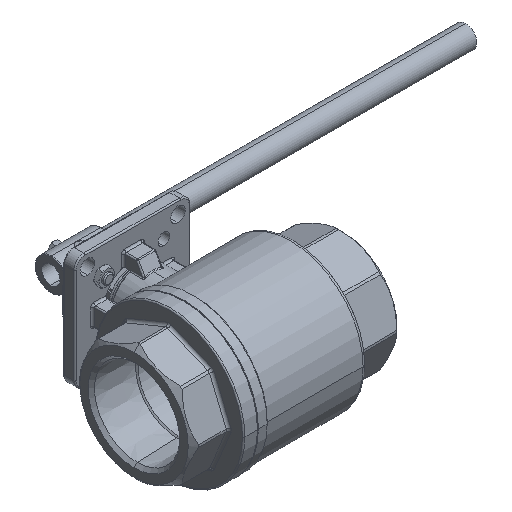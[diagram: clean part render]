
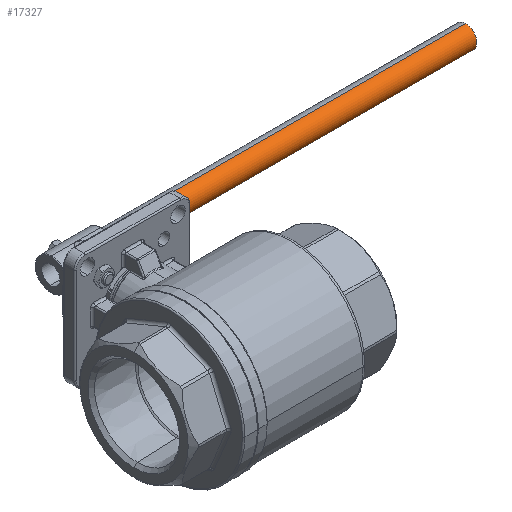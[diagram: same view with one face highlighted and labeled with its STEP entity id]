
A CAD part, isometric view. The second image highlights one B-rep face of the part: STEP entity #17327.
In plain terms, the highlighted cylindrical face has radius 8.75 mm (diameter 17.5 mm), a partial arc.
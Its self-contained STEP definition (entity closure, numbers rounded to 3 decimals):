
#339 = CARTESIAN_POINT ( 'NONE',  ( 19.982, 129.6, -8.79 ) ) ;
#1443 = EDGE_CURVE ( 'NONE', #3123, #2564, #2546, .T. ) ;
#1477 = VECTOR ( 'NONE', #8968, 1000. ) ;
#1879 = CARTESIAN_POINT ( 'NONE',  ( 309.999, 129.6, -0.626 ) ) ;
#1930 = CARTESIAN_POINT ( 'NONE',  ( 309.982, 129.6, -9.376 ) ) ;
#2305 = EDGE_CURVE ( 'NONE', #3123, #6503, #15785, .T. ) ;
#2546 = CIRCLE ( 'NONE', #19488, 8.75 ) ;
#2564 = VERTEX_POINT ( 'NONE', #13801 ) ;
#3123 = VERTEX_POINT ( 'NONE', #14461 ) ;
#3831 = CYLINDRICAL_SURFACE ( 'NONE', #20311, 8.75 ) ;
#5256 = CIRCLE ( 'NONE', #8552, 8.75 ) ;
#5330 = FACE_OUTER_BOUND ( 'NONE', #20097, .T. ) ;
#6026 = DIRECTION ( 'NONE',  ( -0.002, 0., -1. ) ) ;
#6503 = VERTEX_POINT ( 'NONE', #20688 ) ;
#7182 = DIRECTION ( 'NONE',  ( -1., 0., 0.002 ) ) ;
#7233 = LINE ( 'NONE', #1930, #1477 ) ;
#8552 = AXIS2_PLACEMENT_3D ( 'NONE', #18126, #21810, #6026 ) ;
#8968 = DIRECTION ( 'NONE',  ( -1., 0., 0.002 ) ) ;
#9418 = ORIENTED_EDGE ( 'NONE', *, *, #17173, .T. ) ;
#9468 = ORIENTED_EDGE ( 'NONE', *, *, #1443, .F. ) ;
#9971 = VERTEX_POINT ( 'NONE', #339 ) ;
#12107 = ORIENTED_EDGE ( 'NONE', *, *, #2305, .T. ) ;
#12127 = DIRECTION ( 'NONE',  ( 0.002, 0., 1. ) ) ;
#12466 = DIRECTION ( 'NONE',  ( -1., 0., 0.002 ) ) ;
#13801 = CARTESIAN_POINT ( 'NONE',  ( 309.982, 129.6, -9.376 ) ) ;
#14063 = CARTESIAN_POINT ( 'NONE',  ( 310.017, 129.6, 8.124 ) ) ;
#14461 = CARTESIAN_POINT ( 'NONE',  ( 310.017, 129.6, 8.124 ) ) ;
#15632 = CARTESIAN_POINT ( 'NONE',  ( 309.999, 129.6, -0.626 ) ) ;
#15646 = EDGE_CURVE ( 'NONE', #2564, #9971, #7233, .T. ) ;
#15785 = LINE ( 'NONE', #14063, #22643 ) ;
#17173 = EDGE_CURVE ( 'NONE', #6503, #9971, #5256, .T. ) ;
#17327 = ADVANCED_FACE ( 'NONE', ( #5330 ), #3831, .T. ) ;
#18126 = CARTESIAN_POINT ( 'NONE',  ( 20., 129.6, -0.04 ) ) ;
#19488 = AXIS2_PLACEMENT_3D ( 'NONE', #15632, #19672, #21064 ) ;
#19672 = DIRECTION ( 'NONE',  ( 1., 0., -0.002 ) ) ;
#20097 = EDGE_LOOP ( 'NONE', ( #20928, #9468, #12107, #9418 ) ) ;
#20311 = AXIS2_PLACEMENT_3D ( 'NONE', #1879, #7182, #12127 ) ;
#20688 = CARTESIAN_POINT ( 'NONE',  ( 20.018, 129.6, 8.71 ) ) ;
#20928 = ORIENTED_EDGE ( 'NONE', *, *, #15646, .F. ) ;
#21064 = DIRECTION ( 'NONE',  ( -0.002, 0., -1. ) ) ;
#21810 = DIRECTION ( 'NONE',  ( 1., 0., -0.002 ) ) ;
#22643 = VECTOR ( 'NONE', #12466, 1000. ) ;
